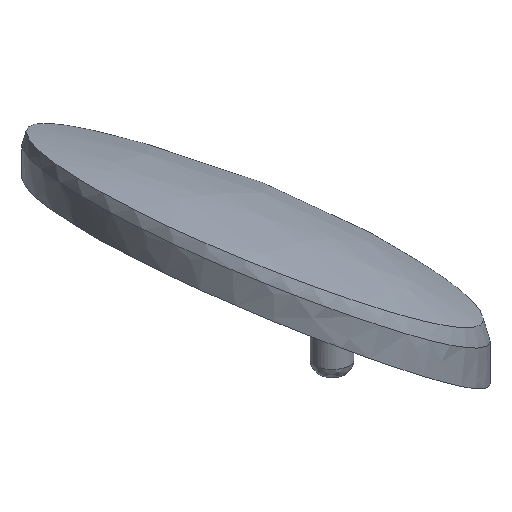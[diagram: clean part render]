
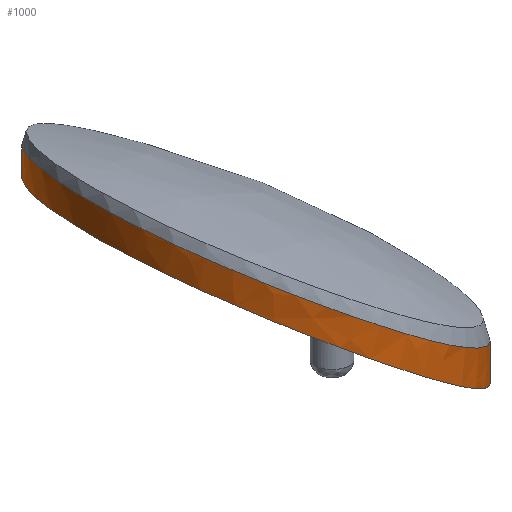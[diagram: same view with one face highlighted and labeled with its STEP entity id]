
A CAD part, front view. The second image highlights one B-rep face of the part: STEP entity #1000.
In plain terms, the highlighted face is a extrusion surface.
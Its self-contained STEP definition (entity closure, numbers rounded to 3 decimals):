
#121=CARTESIAN_POINT('',(30.4,-0.723,39.684));
#122=CARTESIAN_POINT('',(30.4,-1.116,39.624));
#123=CARTESIAN_POINT('',(30.356,-1.932,39.521));
#124=CARTESIAN_POINT('',(30.107,-3.28,39.433));
#125=CARTESIAN_POINT('',(29.672,-4.56,39.44));
#126=CARTESIAN_POINT('',(29.171,-5.583,39.515));
#127=CARTESIAN_POINT('',(28.536,-6.571,39.652));
#128=CARTESIAN_POINT('',(27.703,-7.542,39.876));
#129=CARTESIAN_POINT('',(26.727,-8.366,40.176));
#130=CARTESIAN_POINT('',(25.811,-8.93,40.484));
#131=CARTESIAN_POINT('',(24.846,-9.366,40.825));
#132=CARTESIAN_POINT('',(23.719,-9.68,41.248));
#133=CARTESIAN_POINT('',(22.594,-9.797,41.688));
#134=CARTESIAN_POINT('',(21.533,-9.745,42.13));
#135=CARTESIAN_POINT('',(20.55,-9.558,42.553));
#136=CARTESIAN_POINT('',(19.441,-9.177,43.056));
#137=CARTESIAN_POINT('',(18.308,-8.558,43.604));
#138=CARTESIAN_POINT('',(17.224,-7.698,44.17));
#139=CARTESIAN_POINT('',(16.245,-6.6,44.733));
#140=CARTESIAN_POINT('',(15.45,-5.327,45.252));
#141=CARTESIAN_POINT('',(14.857,-3.914,45.713));
#142=CARTESIAN_POINT('',(14.483,-2.365,46.108));
#143=CARTESIAN_POINT('',(14.4,-1.307,46.306));
#144=CARTESIAN_POINT('',(14.4,-0.776,46.388));
#150=CARTESIAN_POINT('',(14.4,-0.238,45.234));
#151=CARTESIAN_POINT('',(14.4,-0.771,45.156));
#152=CARTESIAN_POINT('',(14.483,-1.831,44.965));
#153=CARTESIAN_POINT('',(14.855,-3.379,44.579));
#154=CARTESIAN_POINT('',(15.447,-4.792,44.122));
#155=CARTESIAN_POINT('',(16.243,-6.069,43.603));
#156=CARTESIAN_POINT('',(17.214,-7.16,43.042));
#157=CARTESIAN_POINT('',(18.295,-8.02,42.472));
#158=CARTESIAN_POINT('',(19.485,-8.668,41.889));
#159=CARTESIAN_POINT('',(20.745,-9.082,41.31));
#160=CARTESIAN_POINT('',(22.031,-9.258,40.75));
#161=CARTESIAN_POINT('',(23.321,-9.196,40.216));
#162=CARTESIAN_POINT('',(24.519,-8.92,39.742));
#163=CARTESIAN_POINT('',(25.64,-8.457,39.318));
#164=CARTESIAN_POINT('',(26.686,-7.817,38.941));
#165=CARTESIAN_POINT('',(27.647,-6.997,38.617));
#166=CARTESIAN_POINT('',(28.454,-6.069,38.369));
#167=CARTESIAN_POINT('',(29.131,-5.041,38.187));
#168=CARTESIAN_POINT('',(29.687,-3.892,38.072));
#169=CARTESIAN_POINT('',(30.102,-2.632,38.034));
#170=CARTESIAN_POINT('',(30.348,-1.326,38.08));
#171=CARTESIAN_POINT('',(30.4,-0.465,38.164));
#172=CARTESIAN_POINT('',(30.4,-0.04,38.218));
#177=DIRECTION('',(0.,-0.423,0.906));
#178=VECTOR('',#177,1.273);
#179=CARTESIAN_POINT('',(14.4,-0.238,45.234));
#180=LINE('',#179,#178);
#198=CARTESIAN_POINT('',(14.4,-0.776,46.388));
#238=CARTESIAN_POINT('',(30.4,-0.723,39.684));
#243=CARTESIAN_POINT('',(30.4,-0.04,38.218));
#266=CARTESIAN_POINT('',(14.4,-0.238,45.234));
#271=DIRECTION('',(0.,-0.423,0.906));
#272=VECTOR('',#271,1.617);
#273=CARTESIAN_POINT('',(30.4,-0.04,38.218));
#274=LINE('',#273,#272);
#912=VERTEX_POINT('',#243);
#913=VERTEX_POINT('',#266);
#914=VERTEX_POINT('',#198);
#915=VERTEX_POINT('',#238);
#964=CARTESIAN_POINT('',(14.404,17.369,8.099));
#965=CARTESIAN_POINT('',(14.401,17.289,8.062));
#966=CARTESIAN_POINT('',(14.391,16.612,7.747));
#967=CARTESIAN_POINT('',(14.538,15.324,7.146));
#968=CARTESIAN_POINT('',(15.116,13.587,6.336));
#969=CARTESIAN_POINT('',(16.026,11.981,5.587));
#970=CARTESIAN_POINT('',(17.211,10.58,4.933));
#971=CARTESIAN_POINT('',(18.596,9.442,4.403));
#972=CARTESIAN_POINT('',(20.078,8.618,4.018));
#973=CARTESIAN_POINT('',(21.557,8.103,3.779));
#974=CARTESIAN_POINT('',(22.976,7.865,3.668));
#975=CARTESIAN_POINT('',(24.329,7.868,3.669));
#976=CARTESIAN_POINT('',(25.619,8.097,3.776));
#977=CARTESIAN_POINT('',(26.822,8.548,3.986));
#978=CARTESIAN_POINT('',(27.897,9.212,4.296));
#979=CARTESIAN_POINT('',(28.801,10.058,4.69));
#980=CARTESIAN_POINT('',(29.516,11.052,5.154));
#981=CARTESIAN_POINT('',(30.028,12.164,5.672));
#982=CARTESIAN_POINT('',(30.335,13.362,6.231));
#983=CARTESIAN_POINT('',(30.406,14.269,6.654));
#984=CARTESIAN_POINT('',(30.399,14.765,6.885));
#985=CARTESIAN_POINT('',(30.396,14.845,6.922));
#987=DIRECTION('',(0.,-0.423,0.906));
#988=VECTOR('',#987,1.);
#989=SURFACE_OF_LINEAR_EXTRUSION('',#986,#988);
#991=ORIENTED_EDGE('',*,*,#990,.F.);
#993=ORIENTED_EDGE('',*,*,#992,.F.);
#995=ORIENTED_EDGE('',*,*,#994,.F.);
#997=ORIENTED_EDGE('',*,*,#996,.T.);
#998=EDGE_LOOP('',(#991,#993,#995,#997));
#999=FACE_OUTER_BOUND('',#998,.F.);
#1000=ADVANCED_FACE('',(#999),#989,.T.);
#145=B_SPLINE_CURVE_WITH_KNOTS('',3,(#121,#122,#123,#124,#125,#126,#127,#128,
#129,#130,#131,#132,#133,#134,#135,#136,#137,#138,#139,#140,#141,#142,#143,
#144),.UNSPECIFIED.,.F.,.F.,(4,1,1,1,1,1,1,1,1,1,1,1,1,1,1,1,1,1,1,1,1,4),(0.,
0.048,0.095,0.143,0.19,
0.238,0.286,0.333,0.381,
0.429,0.476,0.524,0.571,
0.619,0.667,0.714,0.762,
0.81,0.857,0.905,0.952,1.),
.UNSPECIFIED.);
#173=B_SPLINE_CURVE_WITH_KNOTS('',3,(#150,#151,#152,#153,#154,#155,#156,#157,
#158,#159,#160,#161,#162,#163,#164,#165,#166,#167,#168,#169,#170,#171,#172),
.UNSPECIFIED.,.F.,.F.,(4,1,1,1,1,1,1,1,1,1,1,1,1,1,1,1,1,1,1,1,4),(0.,0.05,
0.1,0.15,0.2,0.25,0.3,0.35,0.4,0.45,0.5,0.55,0.6,0.65,
0.7,0.75,0.8,0.85,0.9,0.95,1.),.UNSPECIFIED.);
#986=B_SPLINE_CURVE_WITH_KNOTS('',3,(#964,#965,#966,#967,#968,#969,#970,#971,
#972,#973,#974,#975,#976,#977,#978,#979,#980,#981,#982,#983,#984,#985),
.UNSPECIFIED.,.F.,.F.,(4,1,1,1,1,1,1,1,1,1,1,1,1,1,1,1,1,1,1,4),(0.,
0.01,0.083,0.158,0.232,
0.304,0.374,0.439,0.497,
0.55,0.599,0.647,0.696,
0.743,0.791,0.84,0.889,
0.939,0.99,1.),.UNSPECIFIED.);
#990=EDGE_CURVE('',#915,#914,#145,.T.);
#992=EDGE_CURVE('',#912,#915,#274,.T.);
#994=EDGE_CURVE('',#913,#912,#173,.T.);
#996=EDGE_CURVE('',#913,#914,#180,.T.);
